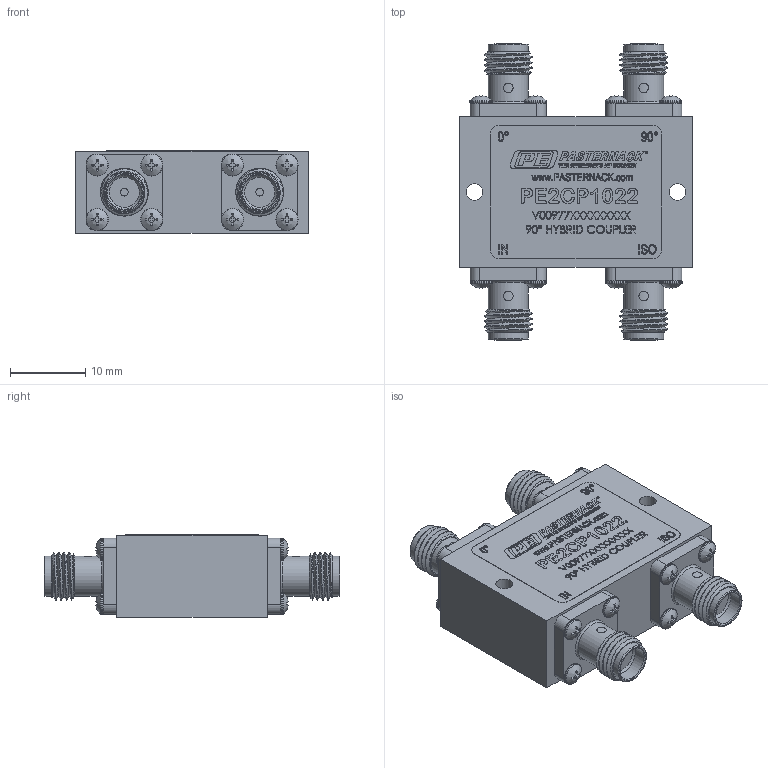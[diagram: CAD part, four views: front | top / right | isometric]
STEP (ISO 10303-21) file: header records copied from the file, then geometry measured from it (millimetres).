
FILE_DESCRIPTION (( 'STEP AP203' ), '1' );
FILE_NAME ('PE2CP1022_3D.step', '2020-07-10T16:08:35', ( '' ), ( '' ), 'SwSTEP 2.0', 'SolidWorks 2018', '' );
FILE_SCHEMA (( 'CONFIG_CONTROL_DESIGN' ));
Products named in the file (1): PE2CP1022_3D
Bounding box: 30.99 x 39.37 x 10.97 mm (x, y, z)
Volume: 8085.9 mm3; surface area: 4032.3 mm2
Topology: 1 solids, 5 shells, 1956 faces, 5244 edges, 3502 vertices
Faces by surface type: plane 1287, bspline 508, cylinder 137, cone 20, torus 4
Full cylindrical faces by diameter (mm): 0.276 x1, 0.283 x1, 1.016 x4, 1.27 x4, 2.21 x2, 2.946 x16, 4.521 x4, 5.08 x4, 5.334 x8
Entity records: 89679 total; most frequent: CARTESIAN_POINT 44935, ORIENTED_EDGE 10276, DIRECTION 7002, EDGE_CURVE 5138, VECTOR 3492, LINE 3492, VERTEX_POINT 3488, EDGE_LOOP 2264
